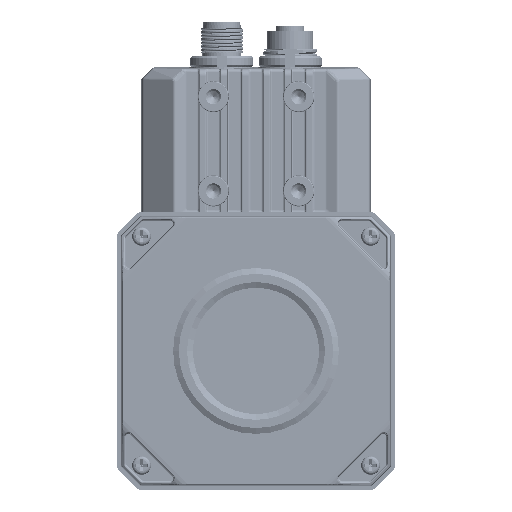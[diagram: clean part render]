
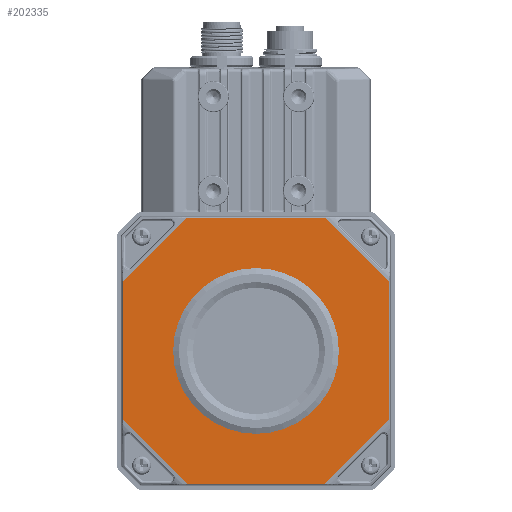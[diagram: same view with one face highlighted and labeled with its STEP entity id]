
A CAD part, front view. The second image highlights one B-rep face of the part: STEP entity #202335.
In plain terms, the highlighted face is planar.
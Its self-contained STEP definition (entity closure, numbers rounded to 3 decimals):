
#197884=DIRECTION('',(0.707,0.707,0.));
#197885=VECTOR('',#197884,25.125);
#197886=CARTESIAN_POINT('',(-37.28,19.514,4.6));
#197887=LINE('',#197886,#197885);
#197888=DIRECTION('',(0.707,-0.707,0.));
#197889=VECTOR('',#197888,25.125);
#197890=CARTESIAN_POINT('',(19.514,37.28,4.6));
#197891=LINE('',#197890,#197889);
#197892=DIRECTION('',(-0.707,-0.707,0.));
#197893=VECTOR('',#197892,25.125);
#197894=CARTESIAN_POINT('',(37.28,-19.514,4.6));
#197895=LINE('',#197894,#197893);
#197896=DIRECTION('',(-0.707,0.707,0.));
#197897=VECTOR('',#197896,25.125);
#197898=CARTESIAN_POINT('',(-19.514,-37.28,4.6));
#197899=LINE('',#197898,#197897);
#197900=CARTESIAN_POINT('',(0.,0.,4.6));
#197901=DIRECTION('',(0.,0.,1.));
#197902=DIRECTION('',(0.,-1.,0.));
#197903=AXIS2_PLACEMENT_3D('',#197900,#197901,#197902);
#197905=CARTESIAN_POINT('',(0.,0.,4.6));
#197906=DIRECTION('',(0.,0.,1.));
#197907=DIRECTION('',(0.,1.,0.));
#197908=AXIS2_PLACEMENT_3D('',#197905,#197906,#197907);
#197914=DIRECTION('',(0.,-1.,0.));
#197915=VECTOR('',#197914,39.028);
#197916=CARTESIAN_POINT('',(-37.28,19.514,4.6));
#197917=LINE('',#197916,#197915);
#197962=CARTESIAN_POINT('',(-37.28,-19.514,4.6));
#198043=CARTESIAN_POINT('',(19.514,-37.28,4.6));
#198059=DIRECTION('',(1.,0.,0.));
#198060=VECTOR('',#198059,39.028);
#198061=CARTESIAN_POINT('',(-19.514,-37.28,4.6));
#198062=LINE('',#198061,#198060);
#198132=CARTESIAN_POINT('',(37.28,19.514,4.6));
#198148=DIRECTION('',(0.,1.,0.));
#198149=VECTOR('',#198148,39.028);
#198150=CARTESIAN_POINT('',(37.28,-19.514,4.6));
#198151=LINE('',#198150,#198149);
#198225=CARTESIAN_POINT('',(-19.514,37.28,4.6));
#198241=DIRECTION('',(-1.,0.,0.));
#198242=VECTOR('',#198241,39.028);
#198243=CARTESIAN_POINT('',(19.514,37.28,4.6));
#198244=LINE('',#198243,#198242);
#201578=VERTEX_POINT('',#197962);
#201579=CARTESIAN_POINT('',(-19.514,-37.28,4.6));
#201580=VERTEX_POINT('',#201579);
#201584=CARTESIAN_POINT('',(-37.28,19.514,4.6));
#201585=VERTEX_POINT('',#201584);
#201603=VERTEX_POINT('',#198225);
#201668=CARTESIAN_POINT('',(19.514,37.28,4.6));
#201669=VERTEX_POINT('',#201668);
#201687=VERTEX_POINT('',#198132);
#201752=CARTESIAN_POINT('',(37.28,-19.514,4.6));
#201753=VERTEX_POINT('',#201752);
#201771=VERTEX_POINT('',#198043);
#201836=CARTESIAN_POINT('',(0.,-21.7,4.6));
#201837=CARTESIAN_POINT('',(0.,21.7,4.6));
#201838=VERTEX_POINT('',#201836);
#201839=VERTEX_POINT('',#201837);
#202308=CARTESIAN_POINT('',(0.,0.,4.6));
#202309=DIRECTION('',(0.,0.,1.));
#202310=DIRECTION('',(1.,0.,0.));
#202311=AXIS2_PLACEMENT_3D('',#202308,#202309,#202310);
#202312=PLANE('',#202311);
#202314=ORIENTED_EDGE('',*,*,#202313,.F.);
#202316=ORIENTED_EDGE('',*,*,#202315,.T.);
#202318=ORIENTED_EDGE('',*,*,#202317,.F.);
#202320=ORIENTED_EDGE('',*,*,#202319,.T.);
#202322=ORIENTED_EDGE('',*,*,#202321,.F.);
#202324=ORIENTED_EDGE('',*,*,#202323,.T.);
#202326=ORIENTED_EDGE('',*,*,#202325,.F.);
#202328=ORIENTED_EDGE('',*,*,#202327,.T.);
#202329=EDGE_LOOP('',(#202314,#202316,#202318,#202320,#202322,#202324,#202326,
#202328));
#202330=FACE_OUTER_BOUND('',#202329,.F.);
#202331=ORIENTED_EDGE('',*,*,#202288,.T.);
#202332=ORIENTED_EDGE('',*,*,#202302,.T.);
#202333=EDGE_LOOP('',(#202331,#202332));
#202334=FACE_BOUND('',#202333,.F.);
#202335=ADVANCED_FACE('',(#202330,#202334),#202312,.T.);
#197904=CIRCLE('',#197903,21.7);
#197909=CIRCLE('',#197908,21.7);
#202288=EDGE_CURVE('',#201838,#201839,#197904,.T.);
#202302=EDGE_CURVE('',#201839,#201838,#197909,.T.);
#202313=EDGE_CURVE('',#201585,#201578,#197917,.T.);
#202315=EDGE_CURVE('',#201585,#201603,#197887,.T.);
#202317=EDGE_CURVE('',#201669,#201603,#198244,.T.);
#202319=EDGE_CURVE('',#201669,#201687,#197891,.T.);
#202321=EDGE_CURVE('',#201753,#201687,#198151,.T.);
#202323=EDGE_CURVE('',#201753,#201771,#197895,.T.);
#202325=EDGE_CURVE('',#201580,#201771,#198062,.T.);
#202327=EDGE_CURVE('',#201580,#201578,#197899,.T.);
